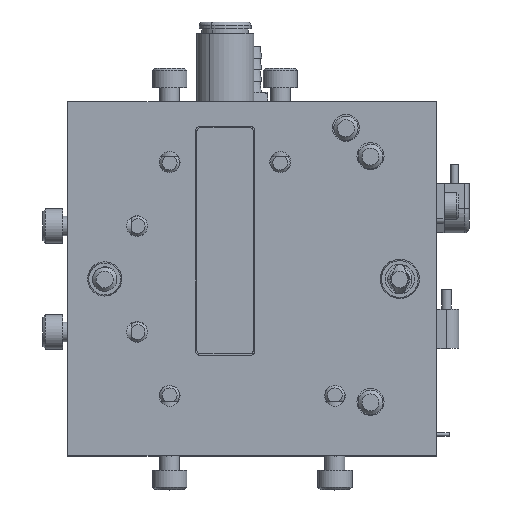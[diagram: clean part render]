
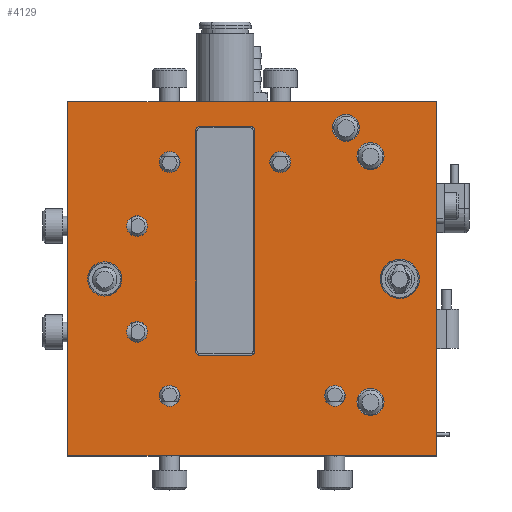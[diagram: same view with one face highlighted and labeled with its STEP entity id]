
A CAD part, top view. The second image highlights one B-rep face of the part: STEP entity #4129.
In plain terms, the highlighted face is planar.
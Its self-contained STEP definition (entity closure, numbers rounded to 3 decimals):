
#3471=FACE_BOUND('',#5354,.T.);
#3472=FACE_BOUND('',#5355,.T.);
#3473=FACE_BOUND('',#5356,.T.);
#3474=FACE_BOUND('',#5357,.T.);
#3475=FACE_BOUND('',#5358,.T.);
#3476=FACE_BOUND('',#5359,.T.);
#3477=FACE_BOUND('',#5360,.T.);
#3478=FACE_BOUND('',#5361,.T.);
#3479=FACE_BOUND('',#5362,.T.);
#3480=FACE_BOUND('',#5363,.T.);
#3481=FACE_BOUND('',#5364,.T.);
#3482=FACE_BOUND('',#5365,.T.);
#3483=FACE_BOUND('',#5366,.T.);
#3814=CIRCLE('',#11257,2.75);
#3815=CIRCLE('',#11258,2.75);
#3816=CIRCLE('',#11259,2.75);
#3817=CIRCLE('',#11260,3.488);
#3818=CIRCLE('',#11261,3.988);
#3819=CIRCLE('',#11262,2.125);
#3820=CIRCLE('',#11263,2.125);
#3821=CIRCLE('',#11264,2.125);
#3822=CIRCLE('',#11265,2.125);
#3823=CIRCLE('',#11266,2.125);
#3824=CIRCLE('',#11267,2.125);
#3825=CIRCLE('',#11268,0.794);
#3826=CIRCLE('',#11269,0.794);
#3827=CIRCLE('',#11270,0.794);
#3828=CIRCLE('',#11271,0.794);
#4129=ADVANCED_FACE('',(#3471,#3472,#3473,#3474,#3475,#3476,#3477,#3478,
#3479,#3480,#3481,#3482,#3483),#4655,.F.);
#4655=PLANE('',#11272);
#5354=EDGE_LOOP('',(#6108));
#5355=EDGE_LOOP('',(#6109));
#5356=EDGE_LOOP('',(#6110));
#5357=EDGE_LOOP('',(#6111));
#5358=EDGE_LOOP('',(#6112));
#5359=EDGE_LOOP('',(#6113));
#5360=EDGE_LOOP('',(#6114));
#5361=EDGE_LOOP('',(#6115));
#5362=EDGE_LOOP('',(#6116));
#5363=EDGE_LOOP('',(#6117));
#5364=EDGE_LOOP('',(#6118));
#5365=EDGE_LOOP('',(#6119,#6120,#6121,#6122,#6123,#6124,#6125,#6126));
#5366=EDGE_LOOP('',(#6127,#6128,#6129,#6130));
#6108=ORIENTED_EDGE('',*,*,#9053,.T.);
#6109=ORIENTED_EDGE('',*,*,#9054,.T.);
#6110=ORIENTED_EDGE('',*,*,#9055,.T.);
#6111=ORIENTED_EDGE('',*,*,#9056,.T.);
#6112=ORIENTED_EDGE('',*,*,#9057,.T.);
#6113=ORIENTED_EDGE('',*,*,#9058,.T.);
#6114=ORIENTED_EDGE('',*,*,#9059,.T.);
#6115=ORIENTED_EDGE('',*,*,#9060,.T.);
#6116=ORIENTED_EDGE('',*,*,#9061,.T.);
#6117=ORIENTED_EDGE('',*,*,#9062,.T.);
#6118=ORIENTED_EDGE('',*,*,#9063,.T.);
#6119=ORIENTED_EDGE('',*,*,#9064,.F.);
#6120=ORIENTED_EDGE('',*,*,#9065,.T.);
#6121=ORIENTED_EDGE('',*,*,#9066,.F.);
#6122=ORIENTED_EDGE('',*,*,#9067,.T.);
#6123=ORIENTED_EDGE('',*,*,#9068,.F.);
#6124=ORIENTED_EDGE('',*,*,#9069,.T.);
#6125=ORIENTED_EDGE('',*,*,#9070,.F.);
#6126=ORIENTED_EDGE('',*,*,#9071,.T.);
#6127=ORIENTED_EDGE('',*,*,#9038,.F.);
#6128=ORIENTED_EDGE('',*,*,#9052,.F.);
#6129=ORIENTED_EDGE('',*,*,#9047,.F.);
#6130=ORIENTED_EDGE('',*,*,#9043,.F.);
#8259=VERTEX_POINT('',#14617);
#8260=VERTEX_POINT('',#14618);
#8263=VERTEX_POINT('',#14627);
#8266=VERTEX_POINT('',#14635);
#8270=VERTEX_POINT('',#14647);
#8271=VERTEX_POINT('',#14649);
#8272=VERTEX_POINT('',#14651);
#8273=VERTEX_POINT('',#14653);
#8274=VERTEX_POINT('',#14655);
#8275=VERTEX_POINT('',#14657);
#8276=VERTEX_POINT('',#14659);
#8277=VERTEX_POINT('',#14661);
#8278=VERTEX_POINT('',#14663);
#8279=VERTEX_POINT('',#14665);
#8280=VERTEX_POINT('',#14667);
#8281=VERTEX_POINT('',#14669);
#8282=VERTEX_POINT('',#14670);
#8283=VERTEX_POINT('',#14672);
#8284=VERTEX_POINT('',#14674);
#8285=VERTEX_POINT('',#14676);
#8286=VERTEX_POINT('',#14678);
#8287=VERTEX_POINT('',#14680);
#8288=VERTEX_POINT('',#14682);
#9038=EDGE_CURVE('',#8259,#8260,#10099,.T.);
#9043=EDGE_CURVE('',#8260,#8263,#10102,.T.);
#9047=EDGE_CURVE('',#8263,#8266,#10104,.T.);
#9052=EDGE_CURVE('',#8266,#8259,#10106,.T.);
#9053=EDGE_CURVE('',#8270,#8270,#3814,.T.);
#9054=EDGE_CURVE('',#8271,#8271,#3815,.T.);
#9055=EDGE_CURVE('',#8272,#8272,#3816,.T.);
#9056=EDGE_CURVE('',#8273,#8273,#3817,.T.);
#9057=EDGE_CURVE('',#8274,#8274,#3818,.T.);
#9058=EDGE_CURVE('',#8275,#8275,#3819,.T.);
#9059=EDGE_CURVE('',#8276,#8276,#3820,.T.);
#9060=EDGE_CURVE('',#8277,#8277,#3821,.T.);
#9061=EDGE_CURVE('',#8278,#8278,#3822,.T.);
#9062=EDGE_CURVE('',#8279,#8279,#3823,.T.);
#9063=EDGE_CURVE('',#8280,#8280,#3824,.T.);
#9064=EDGE_CURVE('',#8281,#8282,#10107,.T.);
#9065=EDGE_CURVE('',#8281,#8283,#3825,.T.);
#9066=EDGE_CURVE('',#8284,#8283,#10108,.T.);
#9067=EDGE_CURVE('',#8284,#8285,#3826,.T.);
#9068=EDGE_CURVE('',#8286,#8285,#10109,.T.);
#9069=EDGE_CURVE('',#8286,#8287,#3827,.T.);
#9070=EDGE_CURVE('',#8288,#8287,#10110,.T.);
#9071=EDGE_CURVE('',#8288,#8282,#3828,.T.);
#10099=LINE('',#14616,#10670);
#10102=LINE('',#14626,#10673);
#10104=LINE('',#14634,#10675);
#10106=LINE('',#14644,#10677);
#10107=LINE('',#14668,#10678);
#10108=LINE('',#14673,#10679);
#10109=LINE('',#14677,#10680);
#10110=LINE('',#14681,#10681);
#10670=VECTOR('',#12214,1.);
#10673=VECTOR('',#12223,1.);
#10675=VECTOR('',#12231,1.);
#10677=VECTOR('',#12241,1.);
#10678=VECTOR('',#12266,1.);
#10679=VECTOR('',#12269,1.);
#10680=VECTOR('',#12272,1.);
#10681=VECTOR('',#12275,1.);
#11257=AXIS2_PLACEMENT_3D('',#14646,#12244,#12245);
#11258=AXIS2_PLACEMENT_3D('',#14648,#12246,#12247);
#11259=AXIS2_PLACEMENT_3D('',#14650,#12248,#12249);
#11260=AXIS2_PLACEMENT_3D('',#14652,#12250,#12251);
#11261=AXIS2_PLACEMENT_3D('',#14654,#12252,#12253);
#11262=AXIS2_PLACEMENT_3D('',#14656,#12254,#12255);
#11263=AXIS2_PLACEMENT_3D('',#14658,#12256,#12257);
#11264=AXIS2_PLACEMENT_3D('',#14660,#12258,#12259);
#11265=AXIS2_PLACEMENT_3D('',#14662,#12260,#12261);
#11266=AXIS2_PLACEMENT_3D('',#14664,#12262,#12263);
#11267=AXIS2_PLACEMENT_3D('',#14666,#12264,#12265);
#11268=AXIS2_PLACEMENT_3D('',#14671,#12267,#12268);
#11269=AXIS2_PLACEMENT_3D('',#14675,#12270,#12271);
#11270=AXIS2_PLACEMENT_3D('',#14679,#12273,#12274);
#11271=AXIS2_PLACEMENT_3D('',#14683,#12276,#12277);
#11272=AXIS2_PLACEMENT_3D('',#14684,#12278,#12279);
#12214=DIRECTION('',(0.,-1.,0.));
#12223=DIRECTION('',(1.,0.,0.));
#12231=DIRECTION('',(0.,1.,0.));
#12241=DIRECTION('',(-1.,0.,0.));
#12244=DIRECTION('',(0.,0.,1.));
#12245=DIRECTION('',(1.,0.,0.));
#12246=DIRECTION('',(0.,0.,1.));
#12247=DIRECTION('',(1.,0.,0.));
#12248=DIRECTION('',(0.,0.,1.));
#12249=DIRECTION('',(1.,0.,0.));
#12250=DIRECTION('',(0.,0.,1.));
#12251=DIRECTION('',(1.,0.,0.));
#12252=DIRECTION('',(0.,0.,1.));
#12253=DIRECTION('',(1.,0.,0.));
#12254=DIRECTION('',(0.,0.,1.));
#12255=DIRECTION('',(1.,0.,0.));
#12256=DIRECTION('',(0.,0.,1.));
#12257=DIRECTION('',(1.,0.,0.));
#12258=DIRECTION('',(0.,0.,1.));
#12259=DIRECTION('',(1.,0.,0.));
#12260=DIRECTION('',(0.,0.,1.));
#12261=DIRECTION('',(1.,0.,0.));
#12262=DIRECTION('',(0.,0.,1.));
#12263=DIRECTION('',(1.,0.,0.));
#12264=DIRECTION('',(0.,0.,1.));
#12265=DIRECTION('',(1.,0.,0.));
#12266=DIRECTION('',(1.,0.,0.));
#12267=DIRECTION('',(0.,0.,1.));
#12268=DIRECTION('',(1.,0.,0.));
#12269=DIRECTION('',(0.,1.,0.));
#12270=DIRECTION('',(0.,0.,1.));
#12271=DIRECTION('',(1.,0.,0.));
#12272=DIRECTION('',(-1.,0.,0.));
#12273=DIRECTION('',(0.,0.,1.));
#12274=DIRECTION('',(1.,0.,0.));
#12275=DIRECTION('',(0.,-1.,0.));
#12276=DIRECTION('',(0.,0.,1.));
#12277=DIRECTION('',(1.,0.,0.));
#12278=DIRECTION('',(0.,0.,1.));
#12279=DIRECTION('',(1.,0.,0.));
#14616=CARTESIAN_POINT('',(-37.5,36.,0.));
#14617=CARTESIAN_POINT('',(-37.5,36.,0.));
#14618=CARTESIAN_POINT('',(-37.5,-36.,0.));
#14626=CARTESIAN_POINT('',(-37.5,-36.,0.));
#14627=CARTESIAN_POINT('',(37.5,-36.,0.));
#14634=CARTESIAN_POINT('',(37.5,-36.,0.));
#14635=CARTESIAN_POINT('',(37.5,36.,0.));
#14644=CARTESIAN_POINT('',(37.5,36.,0.));
#14646=CARTESIAN_POINT('',(-19.05,30.75,0.));
#14647=CARTESIAN_POINT('',(-16.3,30.75,0.));
#14648=CARTESIAN_POINT('',(-24.05,25.,0.));
#14649=CARTESIAN_POINT('',(-21.3,25.,0.));
#14650=CARTESIAN_POINT('',(-24.05,-25.,0.));
#14651=CARTESIAN_POINT('',(-21.3,-25.,0.));
#14652=CARTESIAN_POINT('',(30.,0.,0.));
#14653=CARTESIAN_POINT('',(33.488,0.,0.));
#14654=CARTESIAN_POINT('',(-30.,0.,0.));
#14655=CARTESIAN_POINT('',(-26.013,0.,0.));
#14656=CARTESIAN_POINT('',(16.797,23.775,0.));
#14657=CARTESIAN_POINT('',(18.922,23.775,0.));
#14658=CARTESIAN_POINT('',(16.797,-23.775,0.));
#14659=CARTESIAN_POINT('',(18.922,-23.775,0.));
#14660=CARTESIAN_POINT('',(-5.703,23.775,0.));
#14661=CARTESIAN_POINT('',(-3.578,23.775,0.));
#14662=CARTESIAN_POINT('',(-16.797,-23.775,0.));
#14663=CARTESIAN_POINT('',(-14.672,-23.775,0.));
#14664=CARTESIAN_POINT('',(23.425,10.75,0.));
#14665=CARTESIAN_POINT('',(25.55,10.75,0.));
#14666=CARTESIAN_POINT('',(23.425,-10.75,0.));
#14667=CARTESIAN_POINT('',(25.55,-10.75,0.));
#14668=CARTESIAN_POINT('',(-0.5,31.,0.));
#14669=CARTESIAN_POINT('',(0.294,31.,0.));
#14670=CARTESIAN_POINT('',(10.706,31.,0.));
#14671=CARTESIAN_POINT('',(0.294,30.206,0.));
#14672=CARTESIAN_POINT('',(-0.5,30.206,0.));
#14673=CARTESIAN_POINT('',(-0.5,-15.5,0.));
#14674=CARTESIAN_POINT('',(-0.5,-14.706,0.));
#14675=CARTESIAN_POINT('',(0.294,-14.706,0.));
#14676=CARTESIAN_POINT('',(0.294,-15.5,0.));
#14677=CARTESIAN_POINT('',(11.5,-15.5,0.));
#14678=CARTESIAN_POINT('',(10.706,-15.5,0.));
#14679=CARTESIAN_POINT('',(10.706,-14.706,0.));
#14680=CARTESIAN_POINT('',(11.5,-14.706,0.));
#14681=CARTESIAN_POINT('',(11.5,31.,0.));
#14682=CARTESIAN_POINT('',(11.5,30.206,0.));
#14683=CARTESIAN_POINT('',(10.706,30.206,0.));
#14684=CARTESIAN_POINT('',(0.,0.,0.));
